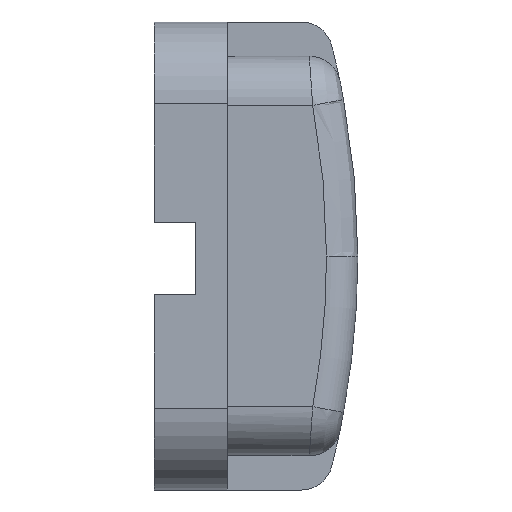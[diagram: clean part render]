
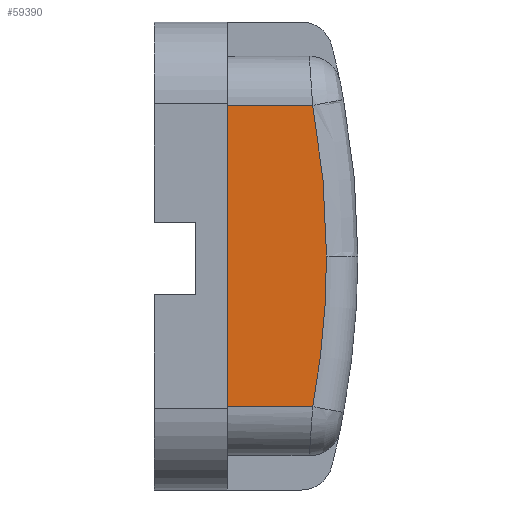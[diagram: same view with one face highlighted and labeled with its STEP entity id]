
A CAD part, left-side view. The second image highlights one B-rep face of the part: STEP entity #59390.
In plain terms, the highlighted planar face has unit normal (-1, 0, 0).
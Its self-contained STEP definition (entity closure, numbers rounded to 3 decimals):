
#4530=CARTESIAN_POINT('',(84.056,-21.378,
14.439));
#4540=VERTEX_POINT('',#4530);
#31820=CARTESIAN_POINT('',(84.056,-21.378,
-14.396));
#31830=VERTEX_POINT('',#31820);
#31860=CARTESIAN_POINT('',(84.056,56.299,
0.));
#31870=DIRECTION('',(1.,0.,0.));
#31880=DIRECTION('',(0.,-1.,0.));
#31890=AXIS2_PLACEMENT_3D('',#31860,#31870,#31880);
#31900=CIRCLE('',#31890,79.);
#31910=CARTESIAN_POINT('',(84.056,-22.701,
0.02));
#31920=VERTEX_POINT('',#31910);
#31930=EDGE_CURVE('',#31920,#31830,#31900,.T.);
#36060=CARTESIAN_POINT('',(84.056,-13.201,14.439))
;
#36070=VERTEX_POINT('',#36060);
#36100=CARTESIAN_POINT('',(84.056,-13.201,0.));
#36110=DIRECTION('',(0.,0.,1.));
#36120=VECTOR('',#36110,1.);
#36130=LINE('',#36100,#36120);
#36140=CARTESIAN_POINT('',(84.056,-13.201,-14.396
));
#36150=VERTEX_POINT('',#36140);
#36160=EDGE_CURVE('',#36150,#36070,#36130,.T.);
#59010=CARTESIAN_POINT('',(84.056,-13.201,0.));
#59020=DIRECTION('',(-1.,0.,0.));
#59030=DIRECTION('',(0.,1.,0.));
#59040=AXIS2_PLACEMENT_3D('',#59010,#59020,#59030);
#59050=PLANE('',#59040);
#59060=CARTESIAN_POINT('',(84.056,-20.775,
17.377));
#59070=CARTESIAN_POINT('',(84.056,-21.009,
16.339));
#59080=CARTESIAN_POINT('',(84.056,-21.221,
15.296));
#59090=CARTESIAN_POINT('',(84.056,-21.627,
13.078));
#59100=CARTESIAN_POINT('',(84.056,-21.814,
11.902));
#59110=CARTESIAN_POINT('',(84.056,-22.136,
9.543));
#59120=CARTESIAN_POINT('',(84.056,-22.27,
8.36));
#59130=CARTESIAN_POINT('',(84.056,-22.485,
5.989));
#59140=CARTESIAN_POINT('',(84.056,-22.566,
4.801));
#59150=CARTESIAN_POINT('',(84.056,-22.668,
2.555));
#59160=CARTESIAN_POINT('',(84.056,-22.694,
1.497));
#59170=CARTESIAN_POINT('',(84.056,-22.7,
0.299));
#59180=CARTESIAN_POINT('',(84.056,-22.701,
0.16));
#59190=CARTESIAN_POINT('',(84.056,-22.701,
0.02));
#59200=B_SPLINE_CURVE_WITH_KNOTS('',3,(#59060,#59070,#59080,#59090,
#59100,#59110,#59120,#59130,#59140,#59150,#59160,#59170,#59180,#59190),
.UNSPECIFIED.,.F.,.F.,(4,2,2,2,2,2,4),(487.923,491.177
,494.815,498.453,502.092,505.327,
505.752),.UNSPECIFIED.);
#59210=EDGE_CURVE('',#4540,#31920,#59200,.T.);
#59220=ORIENTED_EDGE('',*,*,#59210,.F.);
#59230=ORIENTED_EDGE('',*,*,#31930,.F.);
#59240=CARTESIAN_POINT('',(84.056,0.,-14.396));
#59250=DIRECTION('',(0.,-1.,0.));
#59260=VECTOR('',#59250,1.);
#59270=LINE('',#59240,#59260);
#59280=EDGE_CURVE('',#36150,#31830,#59270,.T.);
#59290=ORIENTED_EDGE('',*,*,#59280,.T.);
#59300=ORIENTED_EDGE('',*,*,#36160,.F.);
#59310=CARTESIAN_POINT('',(84.056,0.,14.439));
#59320=DIRECTION('',(0.,-1.,0.));
#59330=VECTOR('',#59320,1.);
#59340=LINE('',#59310,#59330);
#59350=EDGE_CURVE('',#36070,#4540,#59340,.T.);
#59360=ORIENTED_EDGE('',*,*,#59350,.F.);
#59370=EDGE_LOOP('',(#59360,#59300,#59290,#59230,#59220));
#59380=FACE_OUTER_BOUND('',#59370,.T.);
#59390=ADVANCED_FACE('',(#59380),#59050,.T.);
